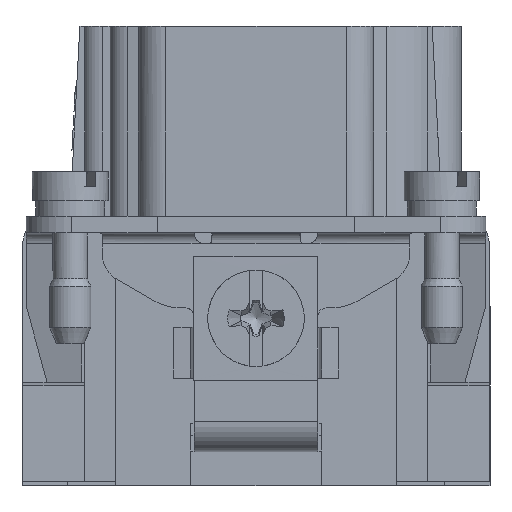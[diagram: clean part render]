
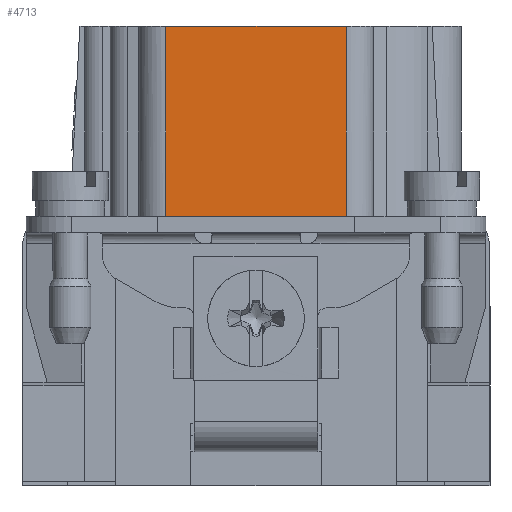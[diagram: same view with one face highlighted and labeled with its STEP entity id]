
A CAD part, left-side view. The second image highlights one B-rep face of the part: STEP entity #4713.
In plain terms, the highlighted planar face has unit normal (-1, 0, 0).
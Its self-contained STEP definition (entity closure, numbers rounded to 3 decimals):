
#3905=FACE_OUTER_BOUND('',#6544,.T.);
#4713=ADVANCED_FACE('',(#3905),#5570,.F.);
#5570=PLANE('',#21581);
#6544=EDGE_LOOP('',(#8291,#8292,#8293,#8294));
#8291=ORIENTED_EDGE('',*,*,#13834,.T.);
#8292=ORIENTED_EDGE('',*,*,#14218,.T.);
#8293=ORIENTED_EDGE('',*,*,#14147,.F.);
#8294=ORIENTED_EDGE('',*,*,#14219,.T.);
#12227=VERTEX_POINT('',#27576);
#12231=VERTEX_POINT('',#27584);
#12477=VERTEX_POINT('',#28289);
#12478=VERTEX_POINT('',#28290);
#13834=EDGE_CURVE('',#12227,#12231,#17169,.T.);
#14147=EDGE_CURVE('',#12477,#12478,#17398,.T.);
#14218=EDGE_CURVE('',#12231,#12478,#17457,.T.);
#14219=EDGE_CURVE('',#12477,#12227,#17458,.T.);
#17169=LINE('',#27585,#18921);
#17398=LINE('',#28288,#19150);
#17457=LINE('',#28424,#19209);
#17458=LINE('',#28425,#19210);
#18921=VECTOR('',#22981,1.);
#19150=VECTOR('',#23520,1.);
#19209=VECTOR('',#23669,1.);
#19210=VECTOR('',#23670,1.);
#21581=AXIS2_PLACEMENT_3D('',#28426,#23671,#23672);
#22981=DIRECTION('',(0.,-1.,0.));
#23520=DIRECTION('',(0.,-1.,0.));
#23669=DIRECTION('',(0.,0.,1.));
#23670=DIRECTION('',(0.,0.,-1.));
#23671=DIRECTION('',(1.,0.,0.));
#23672=DIRECTION('',(0.,0.,-1.));
#27576=CARTESIAN_POINT('',(-25.425,6.55,1.2));
#27584=CARTESIAN_POINT('',(-25.425,-6.55,1.2));
#27585=CARTESIAN_POINT('',(-25.425,8.55,1.2));
#28288=CARTESIAN_POINT('',(-25.425,8.55,15.));
#28289=CARTESIAN_POINT('',(-25.425,6.55,15.));
#28290=CARTESIAN_POINT('',(-25.425,-6.55,15.));
#28424=CARTESIAN_POINT('',(-25.425,-6.55,15.));
#28425=CARTESIAN_POINT('',(-25.425,6.55,15.));
#28426=CARTESIAN_POINT('',(-25.425,8.55,15.));
